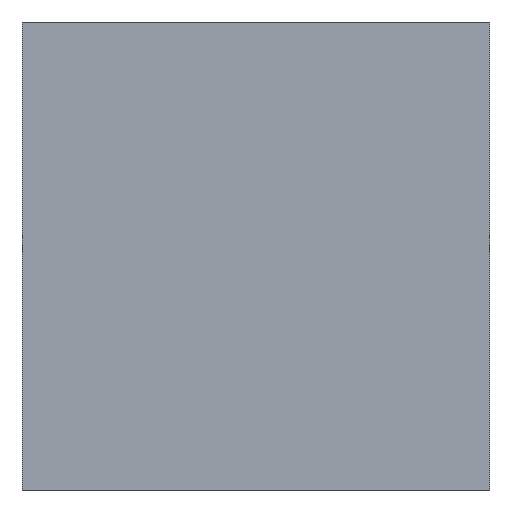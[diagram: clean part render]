
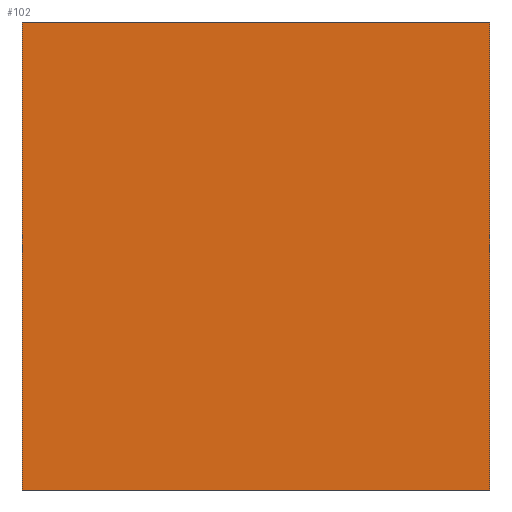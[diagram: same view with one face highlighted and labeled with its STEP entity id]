
A CAD part, front view. The second image highlights one B-rep face of the part: STEP entity #102.
In plain terms, the highlighted planar face has unit normal (0, -1, 0).
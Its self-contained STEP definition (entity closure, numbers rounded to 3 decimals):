
#28=ORIENTED_EDGE('',*,*,#39,.F.);
#29=ORIENTED_EDGE('',*,*,#46,.F.);
#30=ORIENTED_EDGE('',*,*,#41,.T.);
#31=ORIENTED_EDGE('',*,*,#47,.T.);
#39=EDGE_CURVE('',#51,#48,#59,.T.);
#41=EDGE_CURVE('',#54,#52,#61,.T.);
#46=EDGE_CURVE('',#54,#51,#66,.T.);
#47=EDGE_CURVE('',#52,#48,#67,.T.);
#48=VERTEX_POINT('',#152);
#51=VERTEX_POINT('',#157);
#52=VERTEX_POINT('',#161);
#54=VERTEX_POINT('',#164);
#59=LINE('',#158,#71);
#61=LINE('',#163,#73);
#66=LINE('',#172,#78);
#67=LINE('',#174,#79);
#71=VECTOR('',#130,1000.);
#73=VECTOR('',#134,1000.);
#78=VECTOR('',#143,1000.);
#79=VECTOR('',#146,1000.);
#84=EDGE_LOOP('',(#28,#29,#30,#31));
#90=FACE_BOUND('',#84,.T.);
#96=PLANE('',#121);
#102=ADVANCED_FACE('',(#90),#96,.T.);
#121=AXIS2_PLACEMENT_3D('',#173,#144,#145);
#130=DIRECTION('',(-1.,0.,0.));
#134=DIRECTION('',(-1.,0.,0.));
#143=DIRECTION('',(0.,0.,-1.));
#144=DIRECTION('',(0.,-1.,0.));
#145=DIRECTION('',(0.,0.,1.));
#146=DIRECTION('',(0.,0.,-1.));
#152=CARTESIAN_POINT('',(2.771,46.402,2.79));
#157=CARTESIAN_POINT('',(3.071,46.402,2.79));
#158=CARTESIAN_POINT('',(2.771,46.402,2.79));
#161=CARTESIAN_POINT('',(2.771,46.402,3.09));
#163=CARTESIAN_POINT('',(2.771,46.402,3.09));
#164=CARTESIAN_POINT('',(3.071,46.402,3.09));
#172=CARTESIAN_POINT('',(3.071,46.402,3.09));
#173=CARTESIAN_POINT('',(2.771,46.402,3.09));
#174=CARTESIAN_POINT('',(2.771,46.402,3.09));
